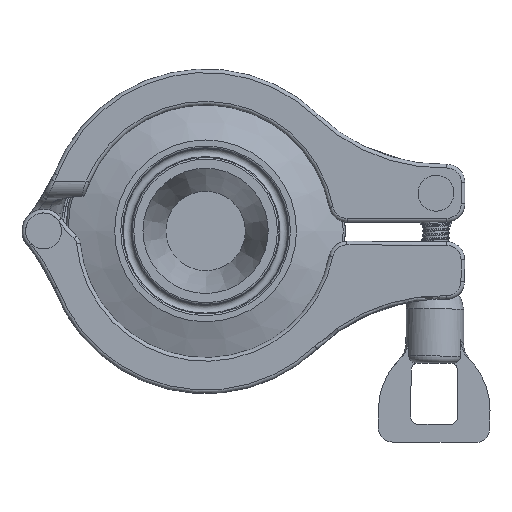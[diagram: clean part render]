
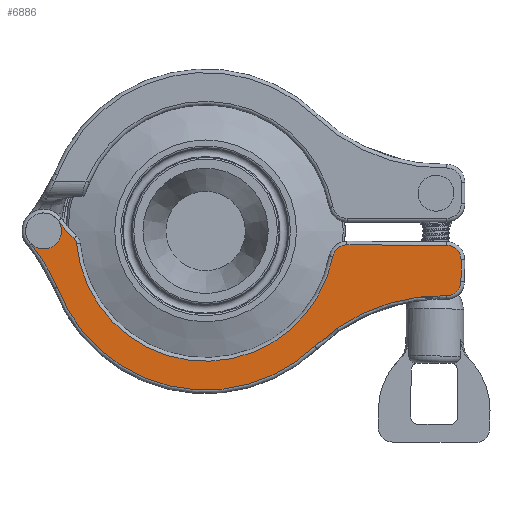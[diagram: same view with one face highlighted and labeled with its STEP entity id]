
A CAD part, top view. The second image highlights one B-rep face of the part: STEP entity #6886.
In plain terms, the highlighted planar face has unit normal (0, 0, 1).
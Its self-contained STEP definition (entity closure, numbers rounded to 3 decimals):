
#100=FACE_BOUND('',#918,.T.);
#233=PLANE('',#7540);
#506=FACE_OUTER_BOUND('',#917,.T.);
#917=EDGE_LOOP('',(#5102,#5103,#5104,#5105,#5106,#5107,#5108,#5109,#5110,
#5111,#5112,#5113));
#918=EDGE_LOOP('',(#5114));
#1356=CIRCLE('',#7541,5.);
#1357=CIRCLE('',#7542,61.);
#1358=CIRCLE('',#7543,44.);
#1359=CIRCLE('',#7544,51.);
#1360=CIRCLE('',#7545,4.);
#1361=CIRCLE('',#7546,4.);
#1362=CIRCLE('',#7547,4.);
#1363=CIRCLE('',#7548,36.);
#1364=CIRCLE('',#7549,2.);
#1365=CIRCLE('',#7550,31.);
#1366=CIRCLE('',#7551,3.915);
#2040=LINE('',#13666,#2278);
#2041=LINE('',#13670,#2279);
#2278=VECTOR('',#8948,10.);
#2279=VECTOR('',#8951,10.);
#2783=VERTEX_POINT('',#13654);
#2784=VERTEX_POINT('',#13655);
#2785=VERTEX_POINT('',#13657);
#2786=VERTEX_POINT('',#13659);
#2787=VERTEX_POINT('',#13661);
#2788=VERTEX_POINT('',#13663);
#2789=VERTEX_POINT('',#13665);
#2790=VERTEX_POINT('',#13667);
#2791=VERTEX_POINT('',#13669);
#2792=VERTEX_POINT('',#13671);
#2793=VERTEX_POINT('',#13673);
#2794=VERTEX_POINT('',#13675);
#2795=VERTEX_POINT('',#13678);
#3642=EDGE_CURVE('',#2783,#2784,#1356,.T.);
#3643=EDGE_CURVE('',#2785,#2783,#1357,.T.);
#3644=EDGE_CURVE('',#2786,#2785,#1358,.T.);
#3645=EDGE_CURVE('',#2787,#2786,#1359,.T.);
#3646=EDGE_CURVE('',#2788,#2787,#1360,.T.);
#3647=EDGE_CURVE('',#2789,#2788,#2040,.T.);
#3648=EDGE_CURVE('',#2790,#2789,#1361,.T.);
#3649=EDGE_CURVE('',#2791,#2790,#2041,.T.);
#3650=EDGE_CURVE('',#2792,#2791,#1362,.T.);
#3651=EDGE_CURVE('',#2793,#2792,#1363,.T.);
#3652=EDGE_CURVE('',#2794,#2793,#1364,.T.);
#3653=EDGE_CURVE('',#2784,#2794,#1365,.T.);
#3654=EDGE_CURVE('',#2795,#2795,#1366,.T.);
#5102=ORIENTED_EDGE('',*,*,#3642,.F.);
#5103=ORIENTED_EDGE('',*,*,#3643,.F.);
#5104=ORIENTED_EDGE('',*,*,#3644,.F.);
#5105=ORIENTED_EDGE('',*,*,#3645,.F.);
#5106=ORIENTED_EDGE('',*,*,#3646,.F.);
#5107=ORIENTED_EDGE('',*,*,#3647,.F.);
#5108=ORIENTED_EDGE('',*,*,#3648,.F.);
#5109=ORIENTED_EDGE('',*,*,#3649,.F.);
#5110=ORIENTED_EDGE('',*,*,#3650,.F.);
#5111=ORIENTED_EDGE('',*,*,#3651,.F.);
#5112=ORIENTED_EDGE('',*,*,#3652,.F.);
#5113=ORIENTED_EDGE('',*,*,#3653,.F.);
#5114=ORIENTED_EDGE('',*,*,#3654,.T.);
#6886=ADVANCED_FACE('',(#506,#100),#233,.F.);
#7540=AXIS2_PLACEMENT_3D('',#13653,#8936,#8937);
#7541=AXIS2_PLACEMENT_3D('',#13656,#8938,#8939);
#7542=AXIS2_PLACEMENT_3D('',#13658,#8940,#8941);
#7543=AXIS2_PLACEMENT_3D('',#13660,#8942,#8943);
#7544=AXIS2_PLACEMENT_3D('',#13662,#8944,#8945);
#7545=AXIS2_PLACEMENT_3D('',#13664,#8946,#8947);
#7546=AXIS2_PLACEMENT_3D('',#13668,#8949,#8950);
#7547=AXIS2_PLACEMENT_3D('',#13672,#8952,#8953);
#7548=AXIS2_PLACEMENT_3D('',#13674,#8954,#8955);
#7549=AXIS2_PLACEMENT_3D('',#13676,#8956,#8957);
#7550=AXIS2_PLACEMENT_3D('',#13677,#8958,#8959);
#7551=AXIS2_PLACEMENT_3D('',#13679,#8960,#8961);
#8936=DIRECTION('center_axis',(0.,0.,
-1.));
#8937=DIRECTION('ref_axis',(0.004,1.,0.));
#8938=DIRECTION('center_axis',(0.,0.,
-1.));
#8939=DIRECTION('ref_axis',(-0.645,0.764,0.));
#8940=DIRECTION('center_axis',(0.,0.,
1.));
#8941=DIRECTION('ref_axis',(0.856,0.517,0.));
#8942=DIRECTION('center_axis',(0.,0.,
-1.));
#8943=DIRECTION('ref_axis',(-0.223,-0.975,0.));
#8944=DIRECTION('center_axis',(0.,0.,
1.));
#8945=DIRECTION('ref_axis',(-0.36,0.933,0.));
#8946=DIRECTION('center_axis',(0.,0.,
-1.));
#8947=DIRECTION('ref_axis',(0.697,-0.717,0.));
#8948=DIRECTION('',(-0.004,-1.,0.));
#8949=DIRECTION('center_axis',(0.,0.,
-1.));
#8950=DIRECTION('ref_axis',(0.71,0.704,0.));
#8951=DIRECTION('',(1.,-0.004,0.));
#8952=DIRECTION('center_axis',(0.,0.,
-1.));
#8953=DIRECTION('ref_axis',(-0.634,0.773,0.));
#8954=DIRECTION('center_axis',(0.,0.,
1.));
#8955=DIRECTION('ref_axis',(-0.051,-0.999,0.));
#8956=DIRECTION('center_axis',(0.,0.,
-1.));
#8957=DIRECTION('ref_axis',(0.896,0.444,0.));
#8958=DIRECTION('center_axis',(0.,0.,
1.));
#8959=DIRECTION('ref_axis',(-0.751,-0.661,0.));
#8960=DIRECTION('center_axis',(0.,0.,
-1.));
#8961=DIRECTION('ref_axis',(1.,0.,0.));
#13653=CARTESIAN_POINT('Origin',(10.417,-19.734,47.));
#13654=CARTESIAN_POINT('',(-48.483,-3.587,47.));
#13655=CARTESIAN_POINT('',(-40.913,2.88,47.));
#13656=CARTESIAN_POINT('Origin',(-45.,0.,
47.));
#13657=CARTESIAN_POINT('',(-41.197,-15.644,47.));
#13658=CARTESIAN_POINT('Origin',(-96.698,-40.954,47.));
#13659=CARTESIAN_POINT('',(30.358,-32.038,47.));
#13660=CARTESIAN_POINT('Origin',(0.,-0.19,
47.));
#13661=CARTESIAN_POINT('',(66.841,-17.97,47.));
#13662=CARTESIAN_POINT('Origin',(65.547,-68.954,47.));
#13663=CARTESIAN_POINT('',(70.942,-13.989,47.));
#13664=CARTESIAN_POINT('Origin',(66.942,-13.972,47.));
#13665=CARTESIAN_POINT('',(70.967,-7.989,47.));
#13666=CARTESIAN_POINT('',(70.942,-13.989,47.));
#13667=CARTESIAN_POINT('',(66.984,-3.972,47.));
#13668=CARTESIAN_POINT('Origin',(66.967,-7.972,47.));
#13669=CARTESIAN_POINT('',(39.275,-3.855,47.));
#13670=CARTESIAN_POINT('',(24.88,-3.794,47.));
#13671=CARTESIAN_POINT('',(35.332,-7.089,47.));
#13672=CARTESIAN_POINT('Origin',(39.258,-7.855,47.));
#13673=CARTESIAN_POINT('',(-35.854,-3.433,47.));
#13674=CARTESIAN_POINT('Origin',(0.,-0.19,
47.));
#13675=CARTESIAN_POINT('',(-36.496,-2.138,47.));
#13676=CARTESIAN_POINT('Origin',(-37.846,-3.613,47.));
#13677=CARTESIAN_POINT('Origin',(-15.571,20.735,47.));
#13678=CARTESIAN_POINT('',(-48.366,-2.,47.));
#13679=CARTESIAN_POINT('Origin',(-45.,0.,
47.));
